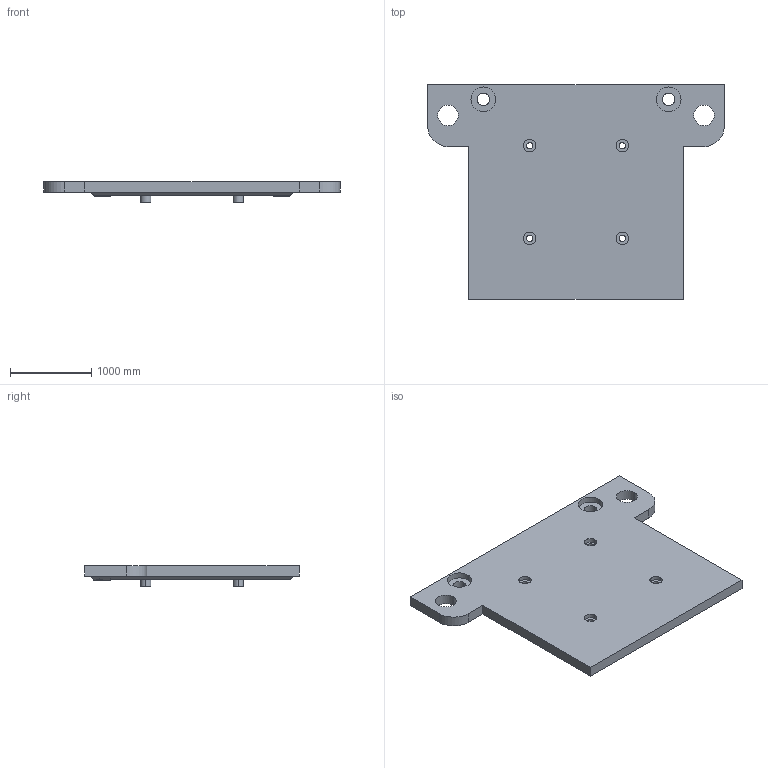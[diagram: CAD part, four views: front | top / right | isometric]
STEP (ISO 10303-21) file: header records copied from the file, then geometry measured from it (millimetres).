
FILE_DESCRIPTION((''),'2;1');
FILE_NAME('PUSH_BUTTON_CASE_BUTTON','2019-12-13T16:06:33',('max'),(''),'CREO PARAMETRIC BY PTC INC, 2019224','CREO PARAMETRIC BY PTC INC, 2019224','');
FILE_SCHEMA(('CONFIG_CONTROL_DESIGN'));
Length unit declared in the file: inch
Products named in the file (1): PUSH_BUTTON_CASE_BUTTON
Bounding box: 3657.6 x 2641.6 x 258.57 mm (x, y, z)
Volume: 998781446.6 mm3; surface area: 18261173.4 mm2
Topology: 1 solids, 1 shells, 75 faces, 190 edges, 126 vertices
Faces by surface type: cylinder 38, plane 37
Entity records: 2374 total; most frequent: CARTESIAN_POINT 419, DIRECTION 412, ORIENTED_EDGE 380, EDGE_CURVE 190, AXIS2_PLACEMENT_3D 153, VERTEX_POINT 126, VECTOR 106, LINE 106
